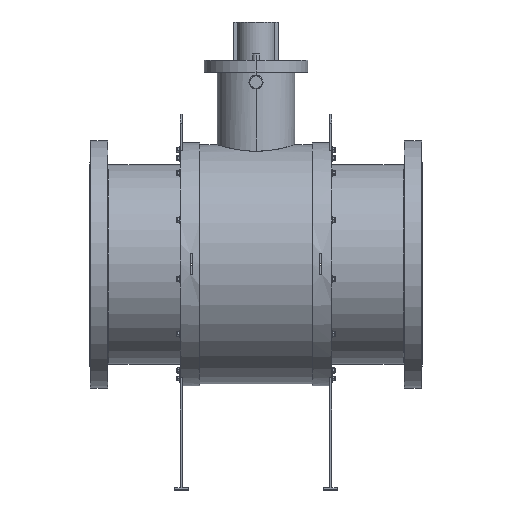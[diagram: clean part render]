
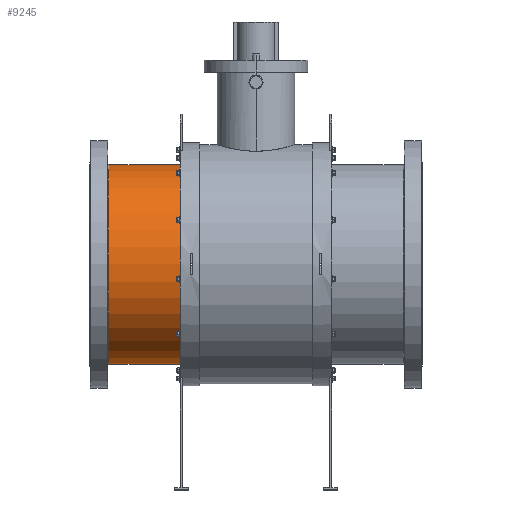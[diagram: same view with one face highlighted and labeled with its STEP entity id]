
A CAD part, top view. The second image highlights one B-rep face of the part: STEP entity #9245.
In plain terms, the highlighted cylindrical face has radius 458 mm (diameter 916 mm), a partial arc.
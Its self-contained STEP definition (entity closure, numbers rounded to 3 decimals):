
#424 = EDGE_LOOP ( 'NONE', ( #12338, #9484, #1319, #8120 ) ) ;
#799 = CIRCLE ( 'NONE', #10822, 458. ) ;
#1319 = ORIENTED_EDGE ( 'NONE', *, *, #5946, .T. ) ;
#1413 = EDGE_CURVE ( 'NONE', #10840, #9760, #12688, .T. ) ;
#1516 = DIRECTION ( 'NONE',  ( 1., 0., 0. ) ) ;
#2682 = FACE_OUTER_BOUND ( 'NONE', #424, .T. ) ;
#2699 = DIRECTION ( 'NONE',  ( 0., 0., 1. ) ) ;
#2883 = CARTESIAN_POINT ( 'NONE',  ( -347.5, 458., 0. ) ) ;
#2916 = DIRECTION ( 'NONE',  ( -1., 0., 0. ) ) ;
#3431 = CIRCLE ( 'NONE', #5030, 458. ) ;
#4560 = EDGE_CURVE ( 'NONE', #13238, #8293, #13073, .T. ) ;
#5030 = AXIS2_PLACEMENT_3D ( 'NONE', #6081, #1516, #10438 ) ;
#5036 = CARTESIAN_POINT ( 'NONE',  ( -762., 0., 0. ) ) ;
#5946 = EDGE_CURVE ( 'NONE', #8293, #9760, #3431, .T. ) ;
#6081 = CARTESIAN_POINT ( 'NONE',  ( -675., 0., 0. ) ) ;
#6213 = CARTESIAN_POINT ( 'NONE',  ( -762., -458., 0. ) ) ;
#7108 = CYLINDRICAL_SURFACE ( 'NONE', #8758, 458. ) ;
#7573 = CARTESIAN_POINT ( 'NONE',  ( -762., 458., 0. ) ) ;
#7662 = VECTOR ( 'NONE', #11937, 1000. ) ;
#8120 = ORIENTED_EDGE ( 'NONE', *, *, #1413, .F. ) ;
#8293 = VERTEX_POINT ( 'NONE', #9305 ) ;
#8310 = DIRECTION ( 'NONE',  ( 0., -1., 0. ) ) ;
#8758 = AXIS2_PLACEMENT_3D ( 'NONE', #5036, #9176, #8310 ) ;
#9176 = DIRECTION ( 'NONE',  ( -1., 0., 0. ) ) ;
#9195 = CARTESIAN_POINT ( 'NONE',  ( -347.5, 0., 0. ) ) ;
#9212 = EDGE_CURVE ( 'NONE', #10840, #13238, #799, .T. ) ;
#9245 = ADVANCED_FACE ( 'NONE', ( #2682 ), #7108, .T. ) ;
#9305 = CARTESIAN_POINT ( 'NONE',  ( -675., 458., 0. ) ) ;
#9484 = ORIENTED_EDGE ( 'NONE', *, *, #4560, .T. ) ;
#9760 = VERTEX_POINT ( 'NONE', #10027 ) ;
#9770 = CARTESIAN_POINT ( 'NONE',  ( -347.5, -458., 0. ) ) ;
#10027 = CARTESIAN_POINT ( 'NONE',  ( -675., -458., 0. ) ) ;
#10199 = VECTOR ( 'NONE', #2916, 1000. ) ;
#10438 = DIRECTION ( 'NONE',  ( 0., -1., 0. ) ) ;
#10822 = AXIS2_PLACEMENT_3D ( 'NONE', #9195, #13554, #2699 ) ;
#10840 = VERTEX_POINT ( 'NONE', #9770 ) ;
#11937 = DIRECTION ( 'NONE',  ( -1., 0., 0. ) ) ;
#12338 = ORIENTED_EDGE ( 'NONE', *, *, #9212, .T. ) ;
#12688 = LINE ( 'NONE', #6213, #10199 ) ;
#13073 = LINE ( 'NONE', #7573, #7662 ) ;
#13238 = VERTEX_POINT ( 'NONE', #2883 ) ;
#13554 = DIRECTION ( 'NONE',  ( -1., 0., 0. ) ) ;
